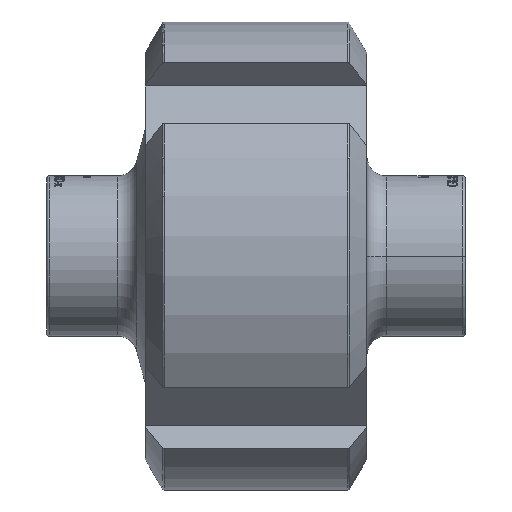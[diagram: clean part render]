
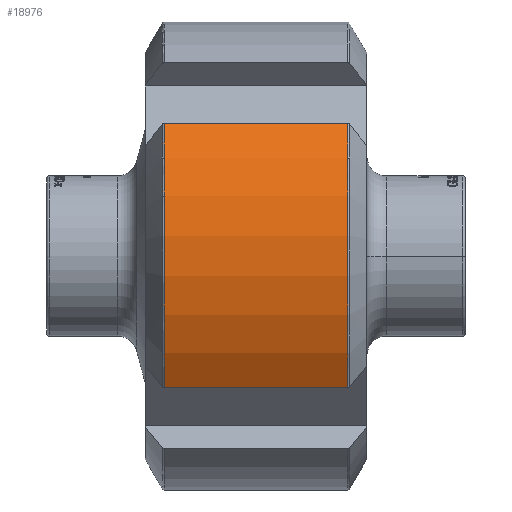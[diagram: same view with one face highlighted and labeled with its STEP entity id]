
A CAD part, top view. The second image highlights one B-rep face of the part: STEP entity #18976.
In plain terms, the highlighted cylindrical face has radius 19 mm (diameter 38 mm), a partial arc.
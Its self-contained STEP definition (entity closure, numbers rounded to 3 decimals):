
#1533 = CYLINDRICAL_SURFACE ( 'NONE', #38034, 19. ) ;
#4900 = DIRECTION ( 'NONE',  ( 1., 0., 0. ) ) ;
#8952 = CIRCLE ( 'NONE', #42041, 19. ) ;
#10899 = DIRECTION ( 'NONE',  ( 1., 0., 0. ) ) ;
#12215 = DIRECTION ( 'NONE',  ( -1., 0., 0. ) ) ;
#12352 = CARTESIAN_POINT ( 'NONE',  ( -11.441, -10.73, 15.68 ) ) ;
#12515 = EDGE_CURVE ( 'NONE', #32267, #16377, #8952, .T. ) ;
#13369 = ORIENTED_EDGE ( 'NONE', *, *, #33396, .T. ) ;
#16377 = VERTEX_POINT ( 'NONE', #38808 ) ;
#17276 = CARTESIAN_POINT ( 'NONE',  ( -11.441, 0., 0. ) ) ;
#18537 = FACE_OUTER_BOUND ( 'NONE', #35230, .T. ) ;
#18976 = ADVANCED_FACE ( 'NONE', ( #18537 ), #1533, .T. ) ;
#21015 = DIRECTION ( 'NONE',  ( 0., 1., 0. ) ) ;
#24142 = DIRECTION ( 'NONE',  ( 0., -1., 0. ) ) ;
#24483 = CARTESIAN_POINT ( 'NONE',  ( 3.441, 0., 0. ) ) ;
#24643 = AXIS2_PLACEMENT_3D ( 'NONE', #17276, #4900, #35947 ) ;
#25211 = DIRECTION ( 'NONE',  ( 1., 0., 0. ) ) ;
#25532 = CARTESIAN_POINT ( 'NONE',  ( 5., 0., 0. ) ) ;
#28185 = LINE ( 'NONE', #41432, #44638 ) ;
#28456 = ORIENTED_EDGE ( 'NONE', *, *, #32499, .T. ) ;
#29732 = VERTEX_POINT ( 'NONE', #40904 ) ;
#32267 = VERTEX_POINT ( 'NONE', #37930 ) ;
#32499 = EDGE_CURVE ( 'NONE', #29732, #47902, #46879, .T. ) ;
#33396 = EDGE_CURVE ( 'NONE', #47902, #32267, #28185, .T. ) ;
#34605 = ORIENTED_EDGE ( 'NONE', *, *, #12515, .T. ) ;
#34977 = LINE ( 'NONE', #39185, #46511 ) ;
#35230 = EDGE_LOOP ( 'NONE', ( #13369, #34605, #37438, #28456 ) ) ;
#35947 = DIRECTION ( 'NONE',  ( 0., -1., 0. ) ) ;
#37438 = ORIENTED_EDGE ( 'NONE', *, *, #46996, .T. ) ;
#37930 = CARTESIAN_POINT ( 'NONE',  ( 3.441, -10.73, 15.68 ) ) ;
#38034 = AXIS2_PLACEMENT_3D ( 'NONE', #25532, #25211, #21015 ) ;
#38808 = CARTESIAN_POINT ( 'NONE',  ( 3.441, 10.73, 15.68 ) ) ;
#39185 = CARTESIAN_POINT ( 'NONE',  ( 5., 10.73, 15.68 ) ) ;
#40313 = DIRECTION ( 'NONE',  ( -1., 0., 0. ) ) ;
#40904 = CARTESIAN_POINT ( 'NONE',  ( -11.441, 10.73, 15.68 ) ) ;
#41432 = CARTESIAN_POINT ( 'NONE',  ( 5., -10.73, 15.68 ) ) ;
#42041 = AXIS2_PLACEMENT_3D ( 'NONE', #24483, #40313, #24142 ) ;
#44638 = VECTOR ( 'NONE', #10899, 1000. ) ;
#46511 = VECTOR ( 'NONE', #12215, 1000. ) ;
#46879 = CIRCLE ( 'NONE', #24643, 19. ) ;
#46996 = EDGE_CURVE ( 'NONE', #16377, #29732, #34977, .T. ) ;
#47902 = VERTEX_POINT ( 'NONE', #12352 ) ;
